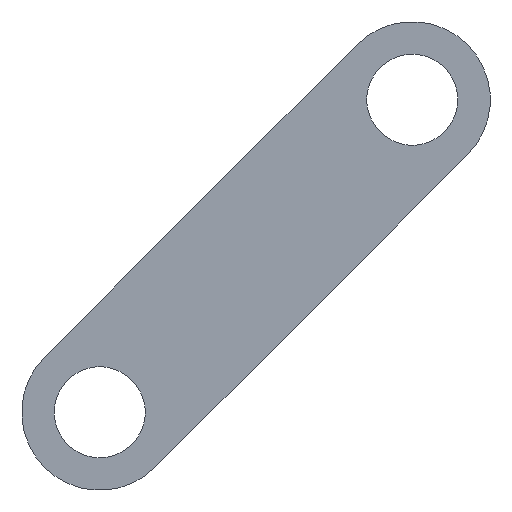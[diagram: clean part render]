
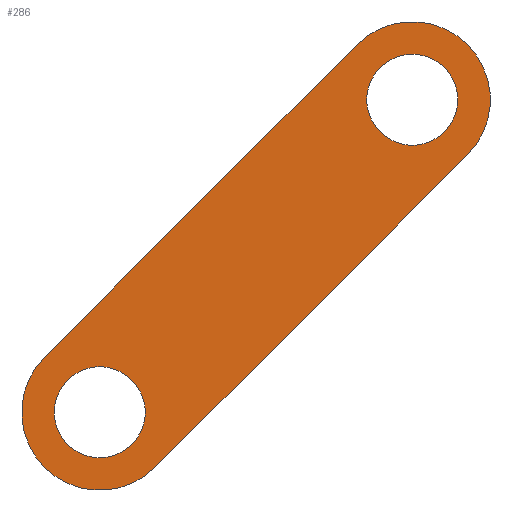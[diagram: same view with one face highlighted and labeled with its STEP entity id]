
A CAD part, front view. The second image highlights one B-rep face of the part: STEP entity #286.
In plain terms, the highlighted planar face has unit normal (0, -1, 0).
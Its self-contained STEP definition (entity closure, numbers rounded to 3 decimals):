
#3=CARTESIAN_POINT('POINT2',(0.53,4.437,
   7.666));
#4=VERTEX_POINT('VERTEX2',#3);
#11=CARTESIAN_POINT('POINT3',(0.53,4.437,
   6.605));
#12=VERTEX_POINT('VERTEX3',#11);
#13=CARTESIAN_POINT('POS2',(0.,4.437,
   7.135));
#14=DIRECTION('DIR2',(0.,1.,0.));
#15=DIRECTION('DIR3',(0.707,0.,
   -0.707));
#16=AXIS2_PLACEMENT_3D('AXIS1',#13,#14,#15);
#17=CIRCLE('ELLIPSE1',#16,0.75);
#18=EDGE_CURVE('EDGE2',#4,#12,#17,.T.);
#48=CARTESIAN_POINT('POINT6',(-0.53,4.437,
   7.666));
#49=VERTEX_POINT('VERTEX6',#48);
#56=EDGE_CURVE('EDGE7',#49,#4,#17,.T.);
#61=CARTESIAN_POINT('POINT7',(0.309,4.437,
   7.445));
#62=VERTEX_POINT('VERTEX7',#61);
#80=CARTESIAN_POINT('POINT10',(-0.309,4.437,
   6.826));
#81=VERTEX_POINT('VERTEX10',#80);
#88=CARTESIAN_POINT('POS10',(0.,4.437,
   7.135));
#89=DIRECTION('DIR14',(0.,-1.,0.));
#90=DIRECTION('DIR15',(0.707,0.,
   0.707));
#91=AXIS2_PLACEMENT_3D('AXIS5',#88,#89,#90);
#92=CIRCLE('ELLIPSE4',#91,0.438);
#93=EDGE_CURVE('EDGE11',#81,#62,#92,.T.);
#104=EDGE_CURVE('EDGE12',#62,#81,#92,.T.);
#112=CARTESIAN_POINT('POINT11',(-2.696,4.437,
   4.44));
#113=VERTEX_POINT('VERTEX11',#112);
#131=CARTESIAN_POINT('POINT14',(-3.315,4.437,
   3.821));
#132=VERTEX_POINT('VERTEX14',#131);
#139=CARTESIAN_POINT('POS15',(-3.005,4.437,
   4.13));
#140=DIRECTION('DIR22',(0.,-1.,0.));
#141=DIRECTION('DIR23',(0.707,0.,
   0.707));
#142=AXIS2_PLACEMENT_3D('AXIS8',#139,#140,#141);
#143=CIRCLE('ELLIPSE6',#142,0.438);
#144=EDGE_CURVE('EDGE17',#132,#113,#143,.T.);
#155=EDGE_CURVE('EDGE18',#113,#132,#143,.T.);
#172=CARTESIAN_POINT('POINT16',(-2.475,4.437,
   3.6));
#173=VERTEX_POINT('VERTEX16',#172);
#174=CARTESIAN_POINT('POS18',(-2.475,4.437,
   3.6));
#175=DIRECTION('DIR27',(-0.707,0.,
   -0.707));
#176=VECTOR('VEC9',#175,1.);
#177=LINE('STRAIGHT9',#174,#176);
#178=EDGE_CURVE('EDGE21',#12,#173,#177,.T.);
#233=CARTESIAN_POINT('POINT19',(-3.536,4.437,
   4.661));
#234=VERTEX_POINT('VERTEX19',#233);
#241=CARTESIAN_POINT('POS25',(-0.53,4.437,
   7.666));
#242=DIRECTION('DIR37',(0.707,0.,
   0.707));
#243=VECTOR('VEC13',#242,1.);
#244=LINE('STRAIGHT13',#241,#243);
#245=EDGE_CURVE('EDGE27',#234,#49,#244,.T.);
#256=ORIENTED_EDGE('COEDGE43',*,*,#155,.F.);
#257=ORIENTED_EDGE('COEDGE44',*,*,#144,.F.);
#258=EDGE_LOOP('NONE',(#256,#257));
#259=FACE_BOUND('LOOP1',#258,.T.);
#260=ORIENTED_EDGE('COEDGE45',*,*,#104,.F.);
#261=ORIENTED_EDGE('COEDGE46',*,*,#93,.F.);
#262=EDGE_LOOP('NONE',(#260,#261));
#263=FACE_BOUND('LOOP1',#262,.T.);
#264=ORIENTED_EDGE('COEDGE47',*,*,#56,.F.);
#265=ORIENTED_EDGE('COEDGE48',*,*,#245,.F.);
#266=CARTESIAN_POINT('POINT20',(-3.536,4.437,
   3.6));
#267=VERTEX_POINT('VERTEX20',#266);
#268=CARTESIAN_POINT('POS27',(-3.005,4.437,
   4.13));
#269=DIRECTION('DIR40',(0.,1.,0.));
#270=DIRECTION('DIR41',(-0.707,0.,
   0.707));
#271=AXIS2_PLACEMENT_3D('AXIS14',#268,#269,#270);
#272=CIRCLE('ELLIPSE8',#271,0.75);
#273=EDGE_CURVE('EDGE28',#267,#234,#272,.T.);
#274=ORIENTED_EDGE('COEDGE49',*,*,#273,.F.);
#275=EDGE_CURVE('EDGE29',#173,#267,#272,.T.);
#276=ORIENTED_EDGE('COEDGE50',*,*,#275,.F.);
#277=ORIENTED_EDGE('COEDGE51',*,*,#178,.F.);
#278=ORIENTED_EDGE('COEDGE52',*,*,#18,.F.);
#279=EDGE_LOOP('NONE',(#264,#265,#274,#276,#277,#278));
#280=FACE_BOUND('LOOP1',#279,.T.);
#281=CARTESIAN_POINT('POS28',(-1.503,4.437,5.633));
#282=DIRECTION('DIR42',(0.,-1.,0.));
#283=DIRECTION('DIR43',(1.,0.,0.));
#284=AXIS2_PLACEMENT_3D('AXIS15',#281,#282,#283);
#285=PLANE('PLANE4',#284);
#286=ADVANCED_FACE('FACE10',(#259,#263,#280),#285,.T.);
